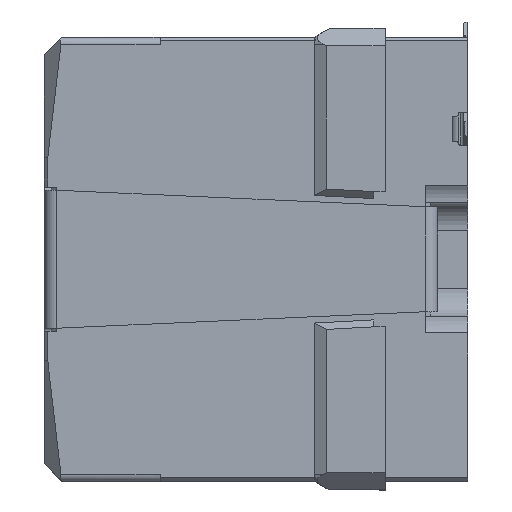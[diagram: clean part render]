
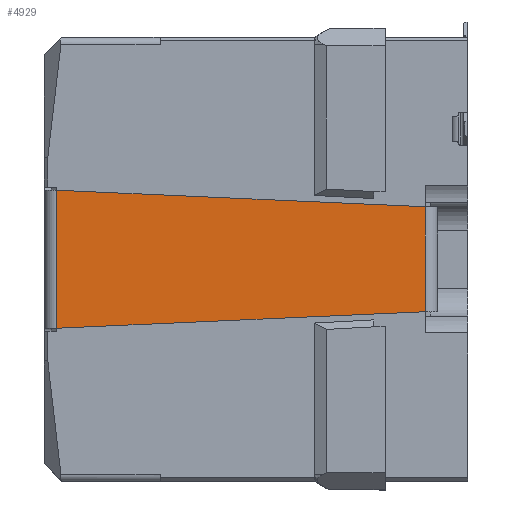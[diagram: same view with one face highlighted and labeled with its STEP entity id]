
A CAD part, left-side view. The second image highlights one B-rep face of the part: STEP entity #4929.
In plain terms, the highlighted planar face has unit normal (-1, 0, 0).
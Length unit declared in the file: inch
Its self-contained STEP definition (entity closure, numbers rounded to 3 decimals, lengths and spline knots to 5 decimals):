
#206 = LINE ( 'NONE', #22663, #10877 ) ;
#520 = EDGE_CURVE ( 'NONE', #1087, #10098, #20123, .T. ) ;
#1087 = VERTEX_POINT ( 'NONE', #12670 ) ;
#1548 = VERTEX_POINT ( 'NONE', #11035 ) ;
#1918 = CARTESIAN_POINT ( 'NONE',  ( -0.30512, -0.07969, 0.1643 ) ) ;
#1972 = ORIENTED_EDGE ( 'NONE', *, *, #2920, .F. ) ;
#2427 = LINE ( 'NONE', #15750, #16790 ) ;
#2920 = EDGE_CURVE ( 'NONE', #21476, #15619, #19870, .T. ) ;
#3714 = ORIENTED_EDGE ( 'NONE', *, *, #14552, .F. ) ;
#3771 = CARTESIAN_POINT ( 'NONE',  ( -0.30512, -0.07164, 0.16394 ) ) ;
#4929 = ADVANCED_FACE ( 'R�duction de d�tails1_394', ( #15765 ), #9377, .F. ) ;
#6138 = VERTEX_POINT ( 'NONE', #9288 ) ;
#6269 = LINE ( 'NONE', #1918, #23071 ) ;
#6468 = DIRECTION ( 'NONE',  ( 0., -0.999, -0.045 ) ) ;
#6697 = CARTESIAN_POINT ( 'NONE',  ( -0.30512, -0.33402, 0.29391 ) ) ;
#6930 = DIRECTION ( 'NONE',  ( 0., 0.999, -0.045 ) ) ;
#7413 = CARTESIAN_POINT ( 'NONE',  ( -0.30512, 0.08133, 0.31251 ) ) ;
#7702 = CARTESIAN_POINT ( 'NONE',  ( -0.30512, -0.18306, 0.30066 ) ) ;
#8664 = VERTEX_POINT ( 'NONE', #23957 ) ;
#8821 = CARTESIAN_POINT ( 'NONE',  ( -0.30512, -0.18306, 0.16895 ) ) ;
#9246 = CARTESIAN_POINT ( 'NONE',  ( -0.30512, -0.33402, 0.1757 ) ) ;
#9288 = CARTESIAN_POINT ( 'NONE',  ( -0.30512, 0.08133, 0.1571 ) ) ;
#9377 = PLANE ( 'NONE',  #15430 ) ;
#10075 = LINE ( 'NONE', #16733, #26167 ) ;
#10098 = VERTEX_POINT ( 'NONE', #8821 ) ;
#10877 = VECTOR ( 'NONE', #11497, 39.37008 ) ;
#10957 = LINE ( 'NONE', #28081, #13188 ) ;
#11032 = VERTEX_POINT ( 'NONE', #7413 ) ;
#11035 = CARTESIAN_POINT ( 'NONE',  ( -0.30512, -0.07164, 0.30567 ) ) ;
#11497 = DIRECTION ( 'NONE',  ( 0., 0.999, 0.045 ) ) ;
#11501 = EDGE_CURVE ( 'NONE', #21476, #1548, #206, .T. ) ;
#12670 = CARTESIAN_POINT ( 'NONE',  ( -0.30512, -0.33402, 0.1757 ) ) ;
#13188 = VECTOR ( 'NONE', #6468, 39.37008 ) ;
#13738 = CARTESIAN_POINT ( 'NONE',  ( -0.30512, -0.07164, 0.34307 ) ) ;
#14206 = VECTOR ( 'NONE', #26389, 39.37008 ) ;
#14418 = ORIENTED_EDGE ( 'NONE', *, *, #18583, .T. ) ;
#14552 = EDGE_CURVE ( 'NONE', #8664, #6138, #19429, .T. ) ;
#14788 = DIRECTION ( 'NONE',  ( 0., 0.999, -0.045 ) ) ;
#15335 = DIRECTION ( 'NONE',  ( 0., 1., 0. ) ) ;
#15430 = AXIS2_PLACEMENT_3D ( 'NONE', #13738, #17957, #15335 ) ;
#15619 = VERTEX_POINT ( 'NONE', #6697 ) ;
#15750 = CARTESIAN_POINT ( 'NONE',  ( -0.30512, 0.08133, 0.34307 ) ) ;
#15765 = FACE_OUTER_BOUND ( 'NONE', #24692, .T. ) ;
#16286 = ORIENTED_EDGE ( 'NONE', *, *, #25157, .F. ) ;
#16733 = CARTESIAN_POINT ( 'NONE',  ( -0.30512, -0.33402, 0.34307 ) ) ;
#16790 = VECTOR ( 'NONE', #19291, 39.37008 ) ;
#17957 = DIRECTION ( 'NONE',  ( 1., 0., 0. ) ) ;
#18111 = CARTESIAN_POINT ( 'NONE',  ( -0.30512, -0.18306, 0.30066 ) ) ;
#18583 = EDGE_CURVE ( 'NONE', #8664, #10098, #6269, .T. ) ;
#19291 = DIRECTION ( 'NONE',  ( 0., 0., 1. ) ) ;
#19429 = LINE ( 'NONE', #3771, #27659 ) ;
#19870 = LINE ( 'NONE', #18111, #14206 ) ;
#20123 = LINE ( 'NONE', #9246, #23871 ) ;
#21476 = VERTEX_POINT ( 'NONE', #7702 ) ;
#21588 = EDGE_CURVE ( 'NONE', #6138, #11032, #2427, .T. ) ;
#21761 = ORIENTED_EDGE ( 'NONE', *, *, #11501, .T. ) ;
#22428 = ORIENTED_EDGE ( 'NONE', *, *, #520, .F. ) ;
#22663 = CARTESIAN_POINT ( 'NONE',  ( -0.30512, -0.06996, 0.30575 ) ) ;
#23071 = VECTOR ( 'NONE', #23963, 39.37008 ) ;
#23871 = VECTOR ( 'NONE', #6930, 39.37008 ) ;
#23957 = CARTESIAN_POINT ( 'NONE',  ( -0.30512, -0.07164, 0.16394 ) ) ;
#23963 = DIRECTION ( 'NONE',  ( 0., -0.999, 0.045 ) ) ;
#24692 = EDGE_LOOP ( 'NONE', ( #22428, #27203, #1972, #21761, #16286, #26769, #3714, #14418 ) ) ;
#25157 = EDGE_CURVE ( 'NONE', #11032, #1548, #10957, .T. ) ;
#25574 = DIRECTION ( 'NONE',  ( 0., 0., -1. ) ) ;
#26167 = VECTOR ( 'NONE', #25574, 39.37008 ) ;
#26236 = EDGE_CURVE ( 'NONE', #15619, #1087, #10075, .T. ) ;
#26389 = DIRECTION ( 'NONE',  ( 0., -0.999, -0.045 ) ) ;
#26769 = ORIENTED_EDGE ( 'NONE', *, *, #21588, .F. ) ;
#27203 = ORIENTED_EDGE ( 'NONE', *, *, #26236, .F. ) ;
#27659 = VECTOR ( 'NONE', #14788, 39.37008 ) ;
#28081 = CARTESIAN_POINT ( 'NONE',  ( -0.30512, 0.08133, 0.31251 ) ) ;
